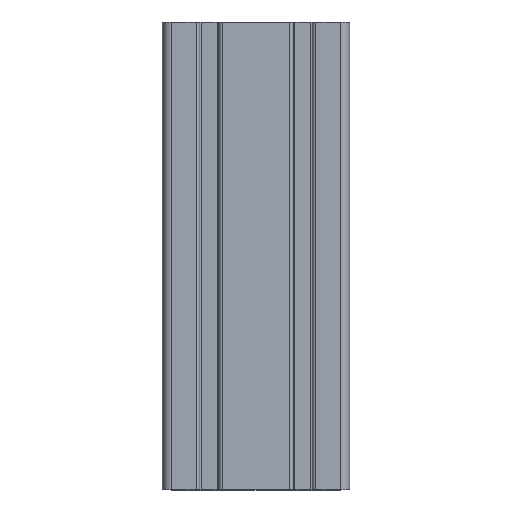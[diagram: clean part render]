
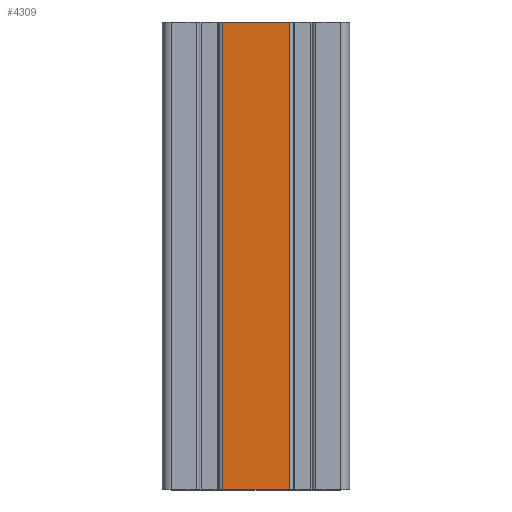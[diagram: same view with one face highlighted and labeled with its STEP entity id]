
A CAD part, top view. The second image highlights one B-rep face of the part: STEP entity #4309.
In plain terms, the highlighted planar face has unit normal (0, 0, 1).
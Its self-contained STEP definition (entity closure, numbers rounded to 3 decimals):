
#443=FACE_OUTER_BOUND('',#667,.T.);
#667=EDGE_LOOP('',(#3037,#3038,#3039,#3040));
#970=LINE('',#6640,#1398);
#971=LINE('',#6642,#1399);
#972=LINE('',#6644,#1400);
#973=LINE('',#6645,#1401);
#1398=VECTOR('',#5278,28.8);
#1399=VECTOR('',#5279,200.);
#1400=VECTOR('',#5280,28.8);
#1401=VECTOR('',#5281,200.);
#1835=VERTEX_POINT('',#6638);
#1836=VERTEX_POINT('',#6639);
#1837=VERTEX_POINT('',#6641);
#1838=VERTEX_POINT('',#6643);
#2326=EDGE_CURVE('',#1835,#1836,#970,.T.);
#2327=EDGE_CURVE('',#1836,#1837,#971,.T.);
#2328=EDGE_CURVE('',#1838,#1837,#972,.T.);
#2329=EDGE_CURVE('',#1835,#1838,#973,.T.);
#3037=ORIENTED_EDGE('',*,*,#2326,.T.);
#3038=ORIENTED_EDGE('',*,*,#2327,.T.);
#3039=ORIENTED_EDGE('',*,*,#2328,.F.);
#3040=ORIENTED_EDGE('',*,*,#2329,.F.);
#4175=PLANE('',#4591);
#4309=ADVANCED_FACE('',(#443),#4175,.T.);
#4591=AXIS2_PLACEMENT_3D('',#6637,#5276,#5277);
#5276=DIRECTION('center_axis',(0.,0.,1.));
#5277=DIRECTION('ref_axis',(1.,0.,0.));
#5278=DIRECTION('',(-1.,0.,0.));
#5279=DIRECTION('',(0.,-1.,0.));
#5280=DIRECTION('',(-1.,0.,0.));
#5281=DIRECTION('',(0.,-1.,0.));
#6637=CARTESIAN_POINT('Origin',(-14.4,0.,20.));
#6638=CARTESIAN_POINT('',(14.4,200.,20.));
#6639=CARTESIAN_POINT('',(-14.4,200.,20.));
#6640=CARTESIAN_POINT('',(-7.2,200.,20.));
#6641=CARTESIAN_POINT('',(-14.4,0.,20.));
#6642=CARTESIAN_POINT('',(-14.4,0.,20.));
#6643=CARTESIAN_POINT('',(14.4,0.,20.));
#6644=CARTESIAN_POINT('',(-7.2,0.,20.));
#6645=CARTESIAN_POINT('',(14.4,0.,20.));
